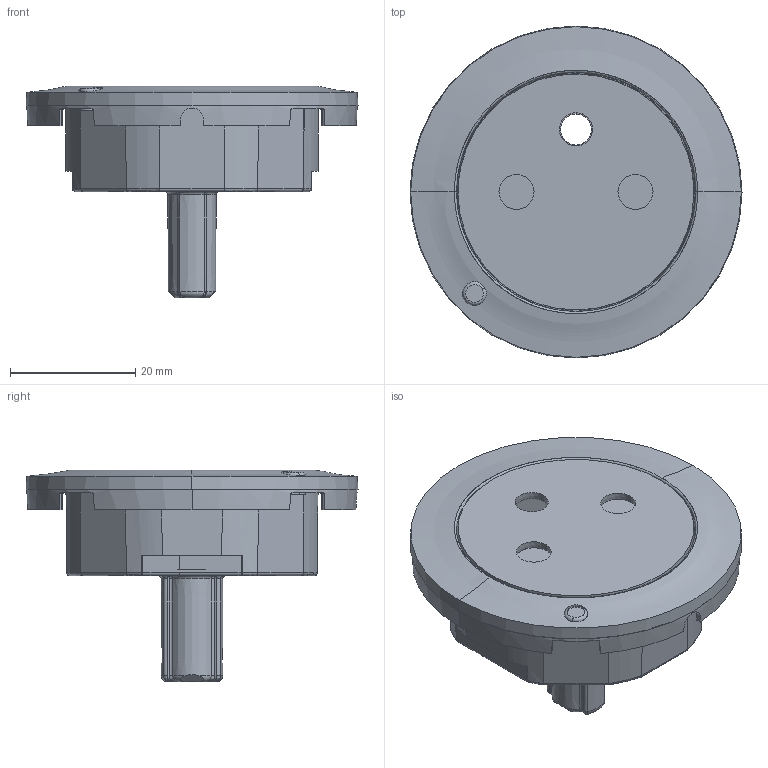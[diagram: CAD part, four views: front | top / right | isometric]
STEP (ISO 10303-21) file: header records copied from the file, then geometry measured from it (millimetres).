
FILE_DESCRIPTION(('CATIA V5 STEP Exchange','CAx-IF Rec.Pracs.--- Model Styling and Organization---1.5--- 2016-08-15','CAx-IF Rec.Pracs.---Supplemental Geometry---1.0---2011-11-01','CAx-IF Rec.Pracs.--- Composite Materials ---1.1---2010-07-15'),'2;1');
FILE_NAME('CB1111s.stp','2024-03-19T12:35:35+00:00',('none'),('none'),'CATIA Version 5-6 Release 2020 SP3','CATIA V5 STEP AP214 v2','none');
FILE_SCHEMA(('AUTOMOTIVE_DESIGN { 1 0 10303 214 1 1 1 1 }'));
Length unit declared in the file: millimetre
Products named in the file (1): CB1111s
Bounding box: 53 x 53 x 33.8 mm (x, y, z)
Volume: 8022.9 mm3; surface area: 12477.1 mm2
Topology: 4 solids, 4 shells, 241 faces, 612 edges, 374 vertices
Faces by surface type: plane 71, cylinder 66, bspline 37, cone 32, torus 22, sphere 9, revolution 4
Entity records: 8839 total; most frequent: CARTESIAN_POINT 3704, ORIENTED_EDGE 1204, DIRECTION 748, EDGE_CURVE 602, AXIS2_PLACEMENT_3D 391, VERTEX_POINT 374, EDGE_LOOP 260, ADVANCED_FACE 241
